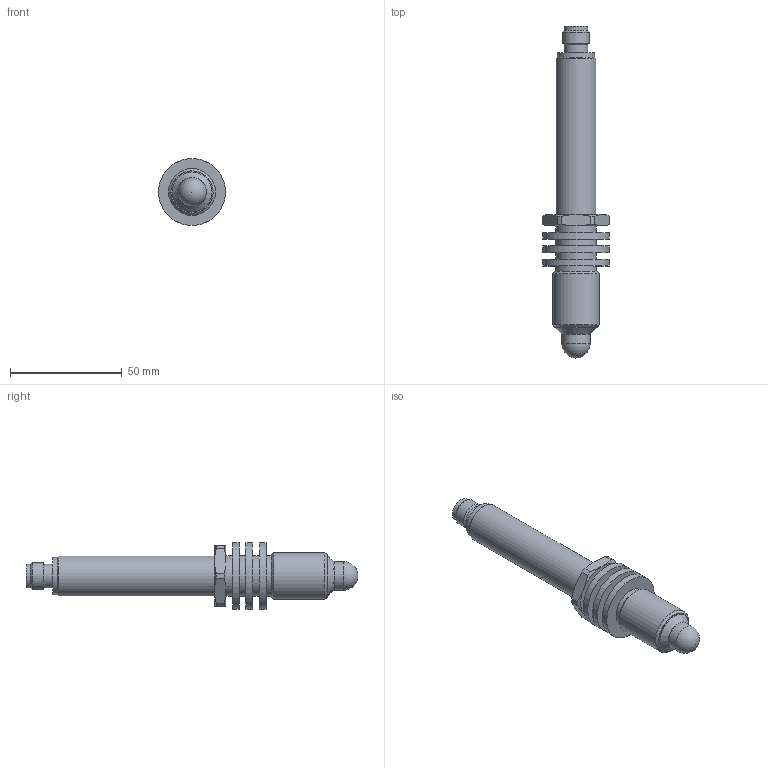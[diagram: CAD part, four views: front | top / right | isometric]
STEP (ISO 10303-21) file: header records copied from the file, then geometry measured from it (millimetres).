
FILE_DESCRIPTION(/* description */ (''),/* implementation_level */ '2;1');
FILE_NAME(/* name */ 'KA1556_Shrinkwrap_1.stp',/* time_stamp */ '2021-11-05T08:20:59+01:00',/* author */ ('Krieger Anja'),/* organization */ (''),/* preprocessor_version */ 'ST-DEVELOPER v18.1',/* originating_system */ 'Autodesk Inventor 2021',/* authorisation */ '');
FILE_SCHEMA (('AUTOMOTIVE_DESIGN { 1 0 10303 214 3 1 1 }'));
Length unit declared in the file: millimetre
Products named in the file (1): KA1556_Shrinkwrap_1
Bounding box: 30 x 148.7 x 30 mm (x, y, z)
Volume: 24295.7 mm3; surface area: 19314.2 mm2
Topology: 2 solids, 2 shells, 101 faces, 206 edges, 133 vertices
Faces by surface type: cylinder 40, plane 34, cone 20, sphere 6, torus 1
Full cylindrical faces by diameter (mm): 1 x8, 10.5 x2, 11 x2, 12 x1, 12.5 x1, 12.8 x1, 12.918 x1, 14 x1, 15 x2, 15.1 x1, 16.6 x1, 16.7 x1, 17.9 x1, 18 x4, 18.25 x1, 20.96 x1, 30 x3
Entity records: 2819 total; most frequent: DIRECTION 502, CARTESIAN_POINT 483, ORIENTED_EDGE 400, AXIS2_PLACEMENT_3D 224, EDGE_CURVE 200, VERTEX_POINT 133, EDGE_LOOP 131, CIRCLE 122
